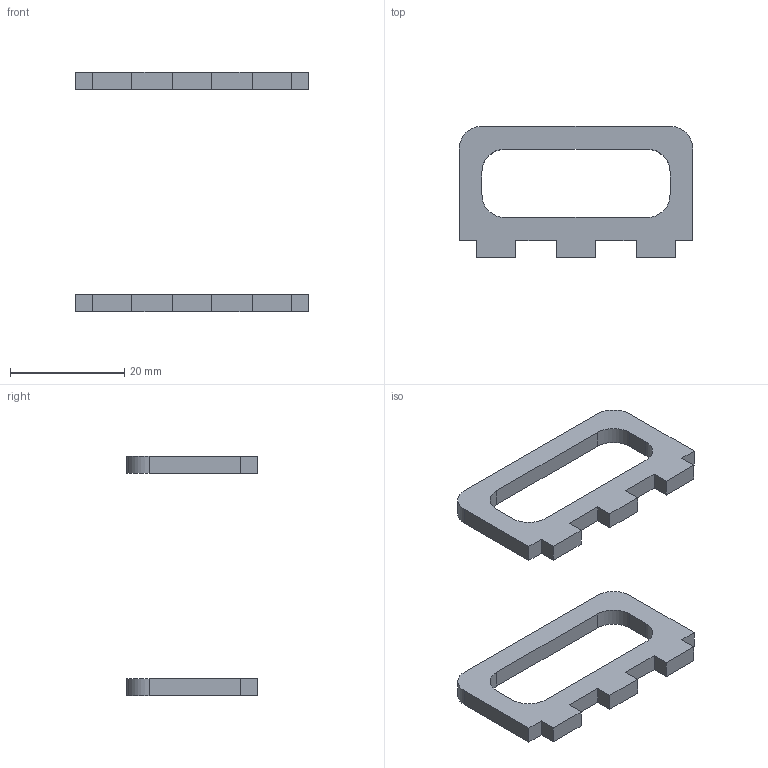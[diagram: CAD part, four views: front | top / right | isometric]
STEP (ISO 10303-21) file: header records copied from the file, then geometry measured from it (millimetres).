
FILE_DESCRIPTION(/* description */ (''),/* implementation_level */ '2;1');
FILE_NAME(/* name */ 'battery_keep.step',/* time_stamp */ '2026-02-03T13:24:26+03:00',/* author */ (''),/* organization */ (''),/* preprocessor_version */ 'ST-DEVELOPER v20.1',/* originating_system */ 'Autodesk Translation Framework v14.24.0.0',/* authorisation */ '');
FILE_SCHEMA (('AUTOMOTIVE_DESIGN { 1 0 10303 214 3 1 1 }'));
Length unit declared in the file: millimetre
Products named in the file (2): battery_keep; Component1
Assembly tree (1 placements, depth 2):
  battery_keep
    Component1
Bounding box: 41 x 23 x 42 mm (x, y, z)
Volume: 2957.8 mm3; surface area: 3290.1 mm2
Topology: 2 solids, 2 shells, 56 faces, 156 edges, 104 vertices
Faces by surface type: plane 44, cylinder 12
Entity records: 1846 total; most frequent: CARTESIAN_POINT 319, ORIENTED_EDGE 312, DIRECTION 298, EDGE_CURVE 156, LINE 132, VECTOR 132, VERTEX_POINT 104, AXIS2_PLACEMENT_3D 83
